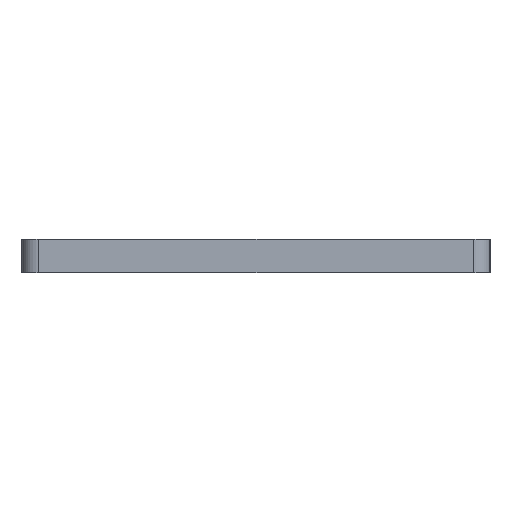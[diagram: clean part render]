
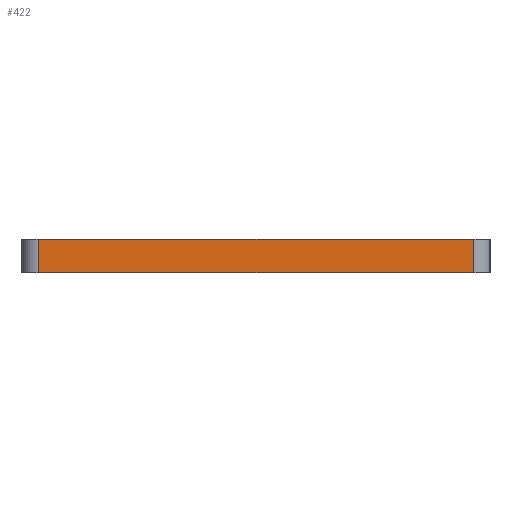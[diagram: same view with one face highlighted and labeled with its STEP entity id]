
A CAD part, left-side view. The second image highlights one B-rep face of the part: STEP entity #422.
In plain terms, the highlighted planar face has unit normal (-1, 0, 0).
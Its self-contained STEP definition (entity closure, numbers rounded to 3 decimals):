
#8 = ORIENTED_EDGE ( 'NONE', *, *, #1092, .F. ) ;
#60 = CARTESIAN_POINT ( 'NONE',  ( -150., 1., 15. ) ) ;
#122 = VERTEX_POINT ( 'NONE', #60 ) ;
#234 = CARTESIAN_POINT ( 'NONE',  ( -150., 27., 17. ) ) ;
#261 = DIRECTION ( 'NONE',  ( 0., 0., -1. ) ) ;
#305 = DIRECTION ( 'NONE',  ( 0., -1., 0. ) ) ;
#319 = CARTESIAN_POINT ( 'NONE',  ( -150., 28., 15. ) ) ;
#333 = CARTESIAN_POINT ( 'NONE',  ( -150., 1., 17. ) ) ;
#387 = VERTEX_POINT ( 'NONE', #1066 ) ;
#405 = CARTESIAN_POINT ( 'NONE',  ( -150., 27., 15. ) ) ;
#406 = ORIENTED_EDGE ( 'NONE', *, *, #771, .T. ) ;
#422 = ADVANCED_FACE ( 'NONE', ( #1124 ), #1097, .F. ) ;
#450 = EDGE_CURVE ( 'NONE', #122, #477, #675, .T. ) ;
#453 = DIRECTION ( 'NONE',  ( 0., 1., 0. ) ) ;
#477 = VERTEX_POINT ( 'NONE', #405 ) ;
#576 = DIRECTION ( 'NONE',  ( 0., 0., -1. ) ) ;
#625 = VECTOR ( 'NONE', #453, 1000. ) ;
#640 = LINE ( 'NONE', #333, #1389 ) ;
#644 = LINE ( 'NONE', #1088, #1014 ) ;
#675 = LINE ( 'NONE', #319, #625 ) ;
#689 = EDGE_LOOP ( 'NONE', ( #1141, #406, #8, #1240 ) ) ;
#760 = CARTESIAN_POINT ( 'NONE',  ( -150., 28., 17. ) ) ;
#771 = EDGE_CURVE ( 'NONE', #122, #387, #640, .T. ) ;
#815 = LINE ( 'NONE', #1257, #835 ) ;
#835 = VECTOR ( 'NONE', #261, 1000. ) ;
#1014 = VECTOR ( 'NONE', #305, 1000. ) ;
#1066 = CARTESIAN_POINT ( 'NONE',  ( -150., 1., 17. ) ) ;
#1080 = DIRECTION ( 'NONE',  ( 0., 0., 1. ) ) ;
#1088 = CARTESIAN_POINT ( 'NONE',  ( -150., 28., 17. ) ) ;
#1092 = EDGE_CURVE ( 'NONE', #1303, #387, #644, .T. ) ;
#1097 = PLANE ( 'NONE',  #1297 ) ;
#1124 = FACE_OUTER_BOUND ( 'NONE', #689, .T. ) ;
#1141 = ORIENTED_EDGE ( 'NONE', *, *, #450, .F. ) ;
#1226 = DIRECTION ( 'NONE',  ( 1., 0., 0. ) ) ;
#1240 = ORIENTED_EDGE ( 'NONE', *, *, #1437, .T. ) ;
#1257 = CARTESIAN_POINT ( 'NONE',  ( -150., 27., 15. ) ) ;
#1297 = AXIS2_PLACEMENT_3D ( 'NONE', #760, #1226, #576 ) ;
#1303 = VERTEX_POINT ( 'NONE', #234 ) ;
#1389 = VECTOR ( 'NONE', #1080, 1000. ) ;
#1437 = EDGE_CURVE ( 'NONE', #1303, #477, #815, .T. ) ;
